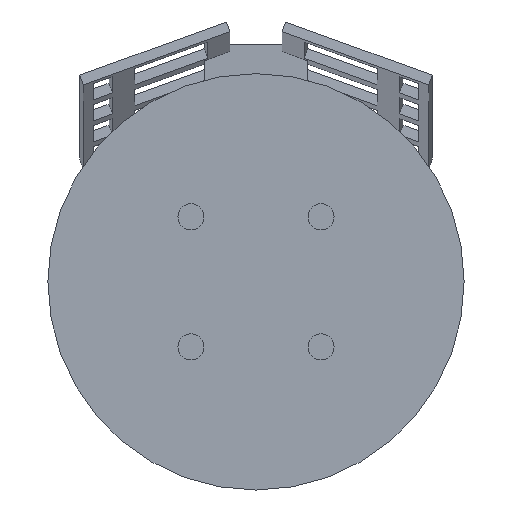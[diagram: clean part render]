
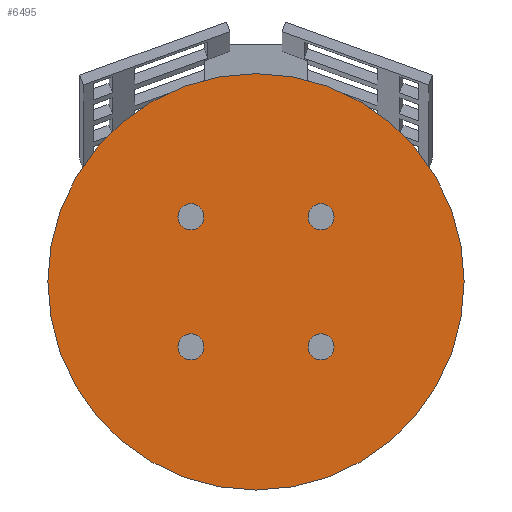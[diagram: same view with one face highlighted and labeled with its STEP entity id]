
A CAD part, front view. The second image highlights one B-rep face of the part: STEP entity #6495.
In plain terms, the highlighted planar face has unit normal (0, -1, 0).
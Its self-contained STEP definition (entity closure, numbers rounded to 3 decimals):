
#129=FACE_BOUND('',#849,.T.);
#130=FACE_BOUND('',#850,.T.);
#131=FACE_BOUND('',#851,.T.);
#132=FACE_BOUND('',#852,.T.);
#316=PLANE('',#6890);
#485=FACE_OUTER_BOUND('',#848,.T.);
#848=EDGE_LOOP('',(#4471));
#849=EDGE_LOOP('',(#4472));
#850=EDGE_LOOP('',(#4473));
#851=EDGE_LOOP('',(#4474));
#852=EDGE_LOOP('',(#4475));
#2441=CIRCLE('',#6875,2.5);
#2443=CIRCLE('',#6878,2.5);
#2445=CIRCLE('',#6881,2.5);
#2447=CIRCLE('',#6884,2.5);
#2449=CIRCLE('',#6887,40.);
#2857=VERTEX_POINT('',#9778);
#2859=VERTEX_POINT('',#9784);
#2861=VERTEX_POINT('',#9790);
#2863=VERTEX_POINT('',#9796);
#2865=VERTEX_POINT('',#9802);
#3487=EDGE_CURVE('',#2857,#2857,#2441,.T.);
#3490=EDGE_CURVE('',#2859,#2859,#2443,.T.);
#3493=EDGE_CURVE('',#2861,#2861,#2445,.T.);
#3496=EDGE_CURVE('',#2863,#2863,#2447,.T.);
#3499=EDGE_CURVE('',#2865,#2865,#2449,.T.);
#4471=ORIENTED_EDGE('',*,*,#3499,.T.);
#4472=ORIENTED_EDGE('',*,*,#3496,.T.);
#4473=ORIENTED_EDGE('',*,*,#3493,.T.);
#4474=ORIENTED_EDGE('',*,*,#3490,.T.);
#4475=ORIENTED_EDGE('',*,*,#3487,.T.);
#6495=ADVANCED_FACE('',(#485,#129,#130,#131,#132),#316,.F.);
#6875=AXIS2_PLACEMENT_3D('',#9779,#7669,#7670);
#6878=AXIS2_PLACEMENT_3D('',#9785,#7676,#7677);
#6881=AXIS2_PLACEMENT_3D('',#9791,#7683,#7684);
#6884=AXIS2_PLACEMENT_3D('',#9797,#7690,#7691);
#6887=AXIS2_PLACEMENT_3D('',#9803,#7697,#7698);
#6890=AXIS2_PLACEMENT_3D('',#9808,#7704,#7705);
#7669=DIRECTION('center_axis',(0.,1.,0.));
#7670=DIRECTION('ref_axis',(1.,0.,0.));
#7676=DIRECTION('center_axis',(0.,1.,0.));
#7677=DIRECTION('ref_axis',(1.,0.,0.));
#7683=DIRECTION('center_axis',(0.,1.,0.));
#7684=DIRECTION('ref_axis',(1.,0.,0.));
#7690=DIRECTION('center_axis',(0.,1.,0.));
#7691=DIRECTION('ref_axis',(1.,0.,0.));
#7697=DIRECTION('center_axis',(0.,-1.,0.));
#7698=DIRECTION('ref_axis',(1.,0.,0.));
#7704=DIRECTION('center_axis',(0.,1.,0.));
#7705=DIRECTION('ref_axis',(1.,0.,0.));
#9778=CARTESIAN_POINT('',(10.,-5.,12.5));
#9779=CARTESIAN_POINT('Origin',(12.5,-5.,12.5));
#9784=CARTESIAN_POINT('',(-15.,-5.,-12.5));
#9785=CARTESIAN_POINT('Origin',(-12.5,-5.,-12.5));
#9790=CARTESIAN_POINT('',(-15.,-5.,12.5));
#9791=CARTESIAN_POINT('Origin',(-12.5,-5.,12.5));
#9796=CARTESIAN_POINT('',(10.,-5.,-12.5));
#9797=CARTESIAN_POINT('Origin',(12.5,-5.,-12.5));
#9802=CARTESIAN_POINT('',(-40.,-5.,0.));
#9803=CARTESIAN_POINT('Origin',(0.,-5.,0.));
#9808=CARTESIAN_POINT('Origin',(0.,-5.,0.));
